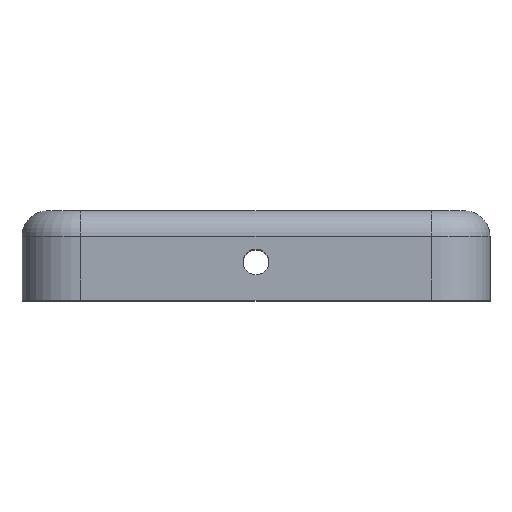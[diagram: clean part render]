
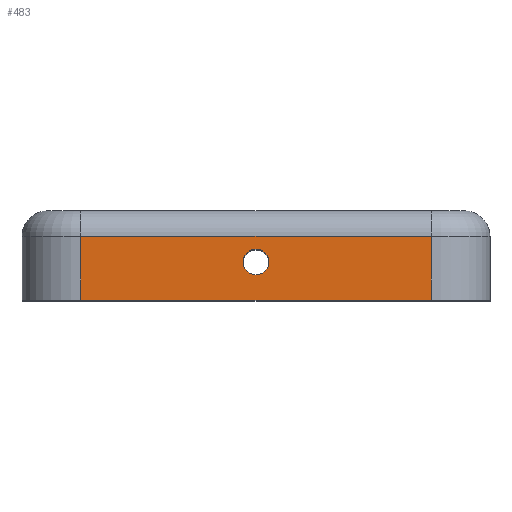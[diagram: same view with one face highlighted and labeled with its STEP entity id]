
A CAD part, top view. The second image highlights one B-rep face of the part: STEP entity #483.
In plain terms, the highlighted planar face has unit normal (0, 0, 1).
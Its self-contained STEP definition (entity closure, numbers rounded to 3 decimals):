
#15 = AXIS2_PLACEMENT_3D ( 'NONE', #847, #912, #2401 ) ;
#86 = VERTEX_POINT ( 'NONE', #1133 ) ;
#136 = ORIENTED_EDGE ( 'NONE', *, *, #199, .F. ) ;
#150 = CARTESIAN_POINT ( 'NONE',  ( 0., -2., 9.65 ) ) ;
#199 = EDGE_CURVE ( 'NONE', #891, #1783, #1530, .T. ) ;
#297 = CIRCLE ( 'NONE', #2210, 0.5 ) ;
#449 = VERTEX_POINT ( 'NONE', #2218 ) ;
#483 = ADVANCED_FACE ( 'NONE', ( #2403, #827 ), #1429, .T. ) ;
#492 = DIRECTION ( 'NONE',  ( 0., -1., 0. ) ) ;
#506 = CARTESIAN_POINT ( 'NONE',  ( -6.85, -1., 9.65 ) ) ;
#673 = CARTESIAN_POINT ( 'NONE',  ( -6.85, -3.5, 9.65 ) ) ;
#677 = CARTESIAN_POINT ( 'NONE',  ( 0., -2., 9.65 ) ) ;
#687 = VECTOR ( 'NONE', #1240, 1000. ) ;
#730 = DIRECTION ( 'NONE',  ( 0., 0., 1. ) ) ;
#743 = CARTESIAN_POINT ( 'NONE',  ( -0.5, -2., 9.65 ) ) ;
#774 = DIRECTION ( 'NONE',  ( 0., -1., 0. ) ) ;
#827 = FACE_OUTER_BOUND ( 'NONE', #1508, .T. ) ;
#847 = CARTESIAN_POINT ( 'NONE',  ( -6.85, 0., 9.65 ) ) ;
#872 = DIRECTION ( 'NONE',  ( 1., 0., 0. ) ) ;
#891 = VERTEX_POINT ( 'NONE', #1554 ) ;
#912 = DIRECTION ( 'NONE',  ( 0., 0., 1. ) ) ;
#1033 = LINE ( 'NONE', #506, #2350 ) ;
#1133 = CARTESIAN_POINT ( 'NONE',  ( -6.85, -3.5, 9.65 ) ) ;
#1137 = VECTOR ( 'NONE', #492, 1000. ) ;
#1192 = EDGE_CURVE ( 'NONE', #86, #1783, #2259, .T. ) ;
#1240 = DIRECTION ( 'NONE',  ( 1., 0., 0. ) ) ;
#1291 = EDGE_CURVE ( 'NONE', #1438, #86, #1735, .T. ) ;
#1337 = AXIS2_PLACEMENT_3D ( 'NONE', #150, #730, #1906 ) ;
#1426 = ORIENTED_EDGE ( 'NONE', *, *, #1291, .T. ) ;
#1429 = PLANE ( 'NONE',  #15 ) ;
#1438 = VERTEX_POINT ( 'NONE', #2386 ) ;
#1463 = DIRECTION ( 'NONE',  ( 1., 0., 0. ) ) ;
#1508 = EDGE_LOOP ( 'NONE', ( #1543, #136, #1977, #1426 ) ) ;
#1518 = EDGE_CURVE ( 'NONE', #2269, #449, #297, .T. ) ;
#1519 = ORIENTED_EDGE ( 'NONE', *, *, #1518, .F. ) ;
#1525 = EDGE_LOOP ( 'NONE', ( #1821, #1519 ) ) ;
#1530 = LINE ( 'NONE', #2339, #2470 ) ;
#1543 = ORIENTED_EDGE ( 'NONE', *, *, #1192, .T. ) ;
#1554 = CARTESIAN_POINT ( 'NONE',  ( 6.85, -1., 9.65 ) ) ;
#1680 = EDGE_CURVE ( 'NONE', #449, #2269, #1743, .T. ) ;
#1735 = LINE ( 'NONE', #1857, #1137 ) ;
#1743 = CIRCLE ( 'NONE', #1337, 0.5 ) ;
#1783 = VERTEX_POINT ( 'NONE', #2193 ) ;
#1821 = ORIENTED_EDGE ( 'NONE', *, *, #1680, .F. ) ;
#1857 = CARTESIAN_POINT ( 'NONE',  ( -6.85, 0., 9.65 ) ) ;
#1906 = DIRECTION ( 'NONE',  ( 1., 0., 0. ) ) ;
#1977 = ORIENTED_EDGE ( 'NONE', *, *, #2171, .F. ) ;
#2053 = DIRECTION ( 'NONE',  ( 0., 0., 1. ) ) ;
#2171 = EDGE_CURVE ( 'NONE', #1438, #891, #1033, .T. ) ;
#2193 = CARTESIAN_POINT ( 'NONE',  ( 6.85, -3.5, 9.65 ) ) ;
#2210 = AXIS2_PLACEMENT_3D ( 'NONE', #677, #2053, #872 ) ;
#2218 = CARTESIAN_POINT ( 'NONE',  ( 0.5, -2., 9.65 ) ) ;
#2259 = LINE ( 'NONE', #673, #687 ) ;
#2269 = VERTEX_POINT ( 'NONE', #743 ) ;
#2339 = CARTESIAN_POINT ( 'NONE',  ( 6.85, 0., 9.65 ) ) ;
#2350 = VECTOR ( 'NONE', #1463, 1000. ) ;
#2386 = CARTESIAN_POINT ( 'NONE',  ( -6.85, -1., 9.65 ) ) ;
#2401 = DIRECTION ( 'NONE',  ( 1., 0., 0. ) ) ;
#2403 = FACE_BOUND ( 'NONE', #1525, .T. ) ;
#2470 = VECTOR ( 'NONE', #774, 1000. ) ;
